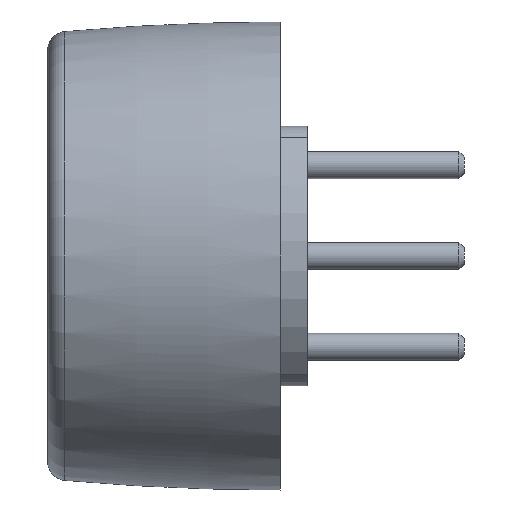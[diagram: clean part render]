
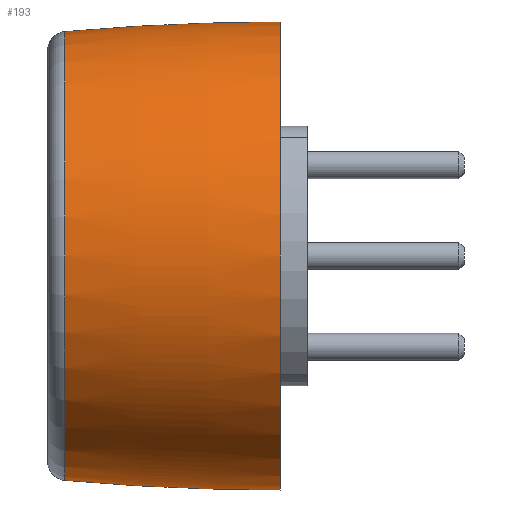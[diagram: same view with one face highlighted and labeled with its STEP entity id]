
A CAD part, left-side view. The second image highlights one B-rep face of the part: STEP entity #193.
In plain terms, the highlighted toroidal (fillet/blend) face has major radius 81.382 mm and minor radius 90.032 mm.
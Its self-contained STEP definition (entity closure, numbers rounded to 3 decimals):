
#55 = AXIS2_PLACEMENT_3D ( 'NONE', #243, #1950, #290 ) ;
#122 = TOROIDAL_SURFACE ( 'NONE', #55, -81.382, 90.032 ) ;
#190 = ORIENTED_EDGE ( 'NONE', *, *, #939, .F. ) ;
#193 = ADVANCED_FACE ( 'NONE', ( #380 ), #122, .T. ) ;
#198 = CARTESIAN_POINT ( 'NONE',  ( 0., 1., 0. ) ) ;
#222 = VERTEX_POINT ( 'NONE', #1215 ) ;
#243 = CARTESIAN_POINT ( 'NONE',  ( 0., 1., 0. ) ) ;
#290 = DIRECTION ( 'NONE',  ( 0., 0., 1. ) ) ;
#300 = DIRECTION ( 'NONE',  ( 0., 0., 1. ) ) ;
#366 = CARTESIAN_POINT ( 'NONE',  ( 0., 8.962, -8.297 ) ) ;
#380 = FACE_OUTER_BOUND ( 'NONE', #1452, .T. ) ;
#400 = AXIS2_PLACEMENT_3D ( 'NONE', #1068, #1346, #1126 ) ;
#424 = CIRCLE ( 'NONE', #627, 8.65 ) ;
#490 = VERTEX_POINT ( 'NONE', #366 ) ;
#492 = VERTEX_POINT ( 'NONE', #577 ) ;
#501 = EDGE_CURVE ( 'NONE', #222, #955, #424, .T. ) ;
#561 = DIRECTION ( 'NONE',  ( 0., 1., 0. ) ) ;
#577 = CARTESIAN_POINT ( 'NONE',  ( 0., 8.962, 8.297 ) ) ;
#627 = AXIS2_PLACEMENT_3D ( 'NONE', #198, #561, #2385 ) ;
#939 = EDGE_CURVE ( 'NONE', #490, #492, #2256, .T. ) ;
#955 = VERTEX_POINT ( 'NONE', #2102 ) ;
#960 = ORIENTED_EDGE ( 'NONE', *, *, #2103, .F. ) ;
#1068 = CARTESIAN_POINT ( 'NONE',  ( 0., 1., 81.382 ) ) ;
#1126 = DIRECTION ( 'NONE',  ( 0., 0., -1. ) ) ;
#1215 = CARTESIAN_POINT ( 'NONE',  ( 0., 1., -8.65 ) ) ;
#1246 = EDGE_CURVE ( 'NONE', #955, #492, #1664, .T. ) ;
#1346 = DIRECTION ( 'NONE',  ( 1., 0., 0. ) ) ;
#1452 = EDGE_LOOP ( 'NONE', ( #960, #1944, #1580, #190 ) ) ;
#1500 = CARTESIAN_POINT ( 'NONE',  ( 0., 8.962, 0. ) ) ;
#1516 = AXIS2_PLACEMENT_3D ( 'NONE', #1596, #1602, #300 ) ;
#1580 = ORIENTED_EDGE ( 'NONE', *, *, #1246, .T. ) ;
#1596 = CARTESIAN_POINT ( 'NONE',  ( 0., 1., -81.382 ) ) ;
#1602 = DIRECTION ( 'NONE',  ( -1., 0., 0. ) ) ;
#1638 = AXIS2_PLACEMENT_3D ( 'NONE', #1500, #1852, #1843 ) ;
#1664 = CIRCLE ( 'NONE', #1516, 90.032 ) ;
#1843 = DIRECTION ( 'NONE',  ( 0., 0., 1. ) ) ;
#1852 = DIRECTION ( 'NONE',  ( 0., 1., 0. ) ) ;
#1944 = ORIENTED_EDGE ( 'NONE', *, *, #501, .T. ) ;
#1950 = DIRECTION ( 'NONE',  ( 0., 1., 0. ) ) ;
#2102 = CARTESIAN_POINT ( 'NONE',  ( 0., 1., 8.65 ) ) ;
#2103 = EDGE_CURVE ( 'NONE', #222, #490, #2350, .T. ) ;
#2256 = CIRCLE ( 'NONE', #1638, 8.297 ) ;
#2350 = CIRCLE ( 'NONE', #400, 90.032 ) ;
#2385 = DIRECTION ( 'NONE',  ( 0., 0., 1. ) ) ;
